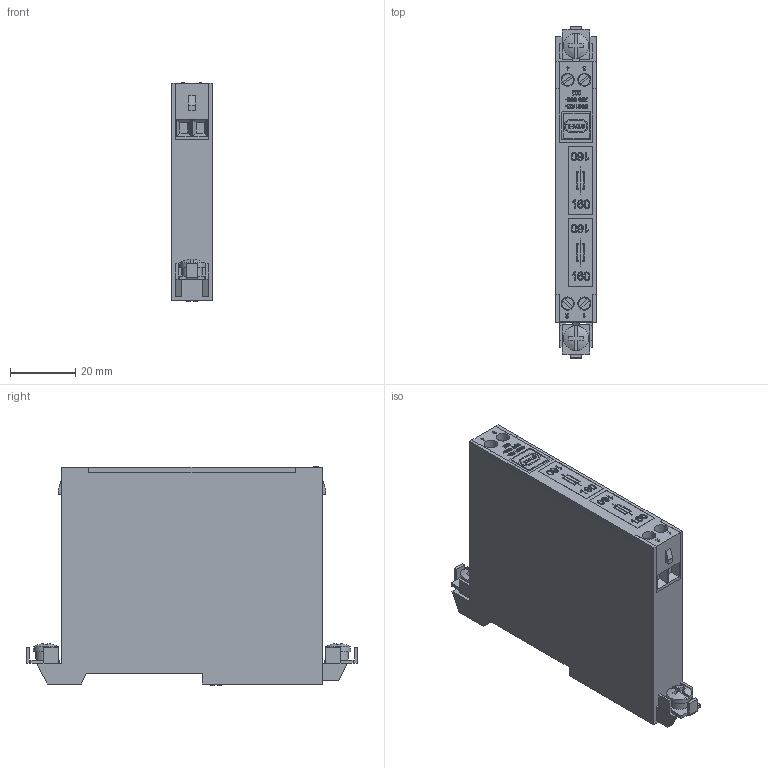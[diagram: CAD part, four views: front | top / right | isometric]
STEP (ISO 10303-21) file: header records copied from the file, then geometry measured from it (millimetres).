
FILE_DESCRIPTION(/* description */ ('INTRINSICALLY SAFE BARRIER'),/* implementation_level */ '2;1');
FILE_NAME(/* name */ 'IS111-1B.stp',/* time_stamp */ '2019-11-15T10:21:30-05:00',/* author */ ('lcup'),/* organization */ (''),/* preprocessor_version */ 'ST-DEVELOPER v18',/* originating_system */ 'Autodesk Inventor 2020',/* authorisation */ '');
FILE_SCHEMA (('AUTOMOTIVE_DESIGN { 1 0 10303 214 3 1 1 }'));
Length unit declared in the file: inch
Products named in the file (1): IS111-1B
Bounding box: 12.38 x 101.85 x 67.25 mm (x, y, z)
Volume: 65132.3 mm3; surface area: 15866.2 mm2
Topology: 1 solids, 1 shells, 850 faces, 2250 edges, 1495 vertices
Faces by surface type: plane 487, bspline 331, cylinder 32
Full cylindrical faces by diameter (mm): 3.556 x4, 4.064 x4, 6.35 x3, 7.62 x3
Entity records: 29281 total; most frequent: CARTESIAN_POINT 9889, ORIENTED_EDGE 4500, DIRECTION 2711, EDGE_CURVE 2250, VERTEX_POINT 1495, LINE 1469, VECTOR 1469, EDGE_LOOP 945
